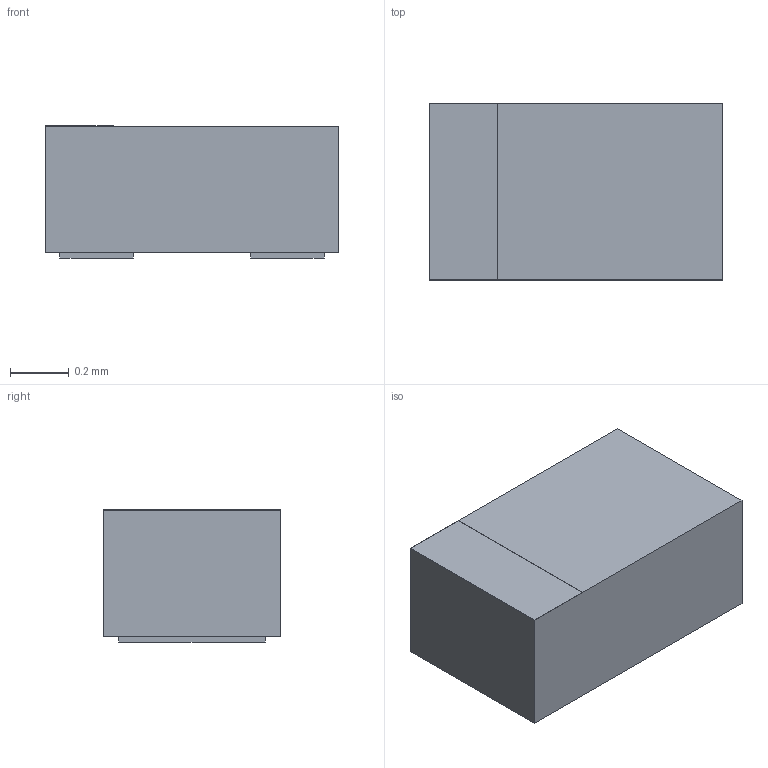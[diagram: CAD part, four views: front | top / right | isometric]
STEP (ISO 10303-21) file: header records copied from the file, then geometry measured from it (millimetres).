
FILE_DESCRIPTION (( 'STEP AP214' ), '1' );
FILE_NAME ( 'TI-TPD1E10B09DPYT_DIODFN2_100X60X45L25X50N.STEP', '2021-03-06T10:11:04', ( '' ), ( '' ), 'Part was generated with the free Library Expert Lite available at www.PCBLibraries.com. Removing line will violate the End User License Agreement.', '©2017 PCB Libraries, Inc.', '' );
FILE_SCHEMA (( 'AUTOMOTIVE_DESIGN' ));
Length unit declared in the file: millimetre
Products named in the file (1): TI-TPD1E10B09DPYT_DIODFN2_100X60X45L25X50N
Bounding box: 1 x 0.6 x 0.45 mm (x, y, z)
Volume: 0.3 mm3; surface area: 3.4 mm2
Topology: 4 solids, 4 shells, 24 faces, 48 edges, 32 vertices
Faces by surface type: plane 24
Entity records: 733 total; most frequent: CARTESIAN_POINT 105, DIRECTION 98, ORIENTED_EDGE 96, VECTOR 48, LINE 48, EDGE_CURVE 48, VERTEX_POINT 32, STYLED_ITEM 29
